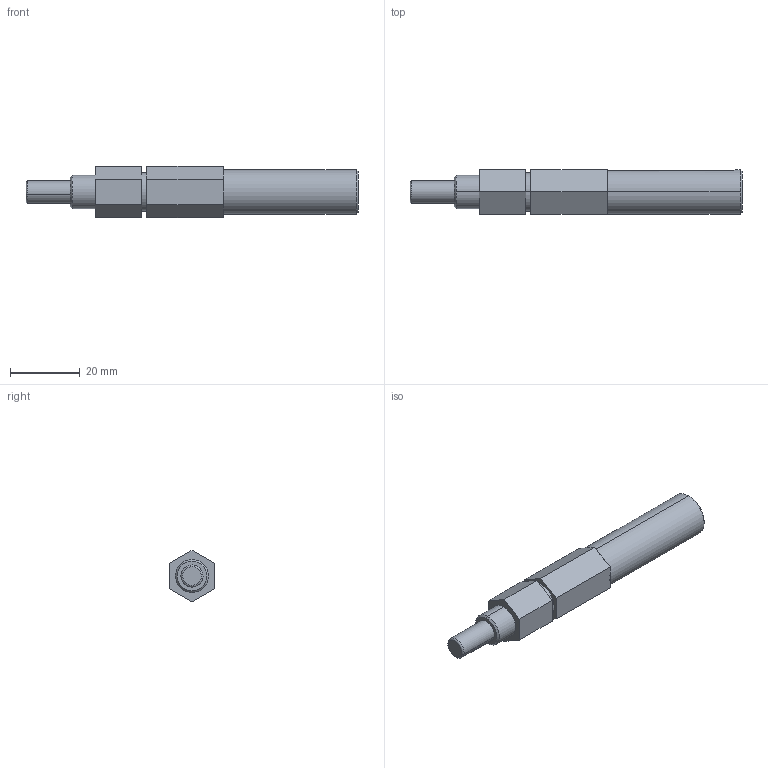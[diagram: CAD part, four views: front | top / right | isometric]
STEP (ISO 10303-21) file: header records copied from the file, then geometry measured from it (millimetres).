
FILE_DESCRIPTION (( 'STEP AP214' ), '1' );
FILE_NAME ('am-0506a Toughbox Keyed Output Shaft.STEP', '2018-08-14T15:29:11', ( '' ), ( '' ), 'SwSTEP 2.0', 'SolidWorks 2018', '' );
FILE_SCHEMA (( 'AUTOMOTIVE_DESIGN' ));
Length unit declared in the file: millimetre
Products named in the file (3): am-0506a Toughbox Keyed Output Shaft; ip-0506a Toughbox Nano Output Shaft; 250x1000 dowel
Assembly tree (2 placements, depth 2):
  am-0506a Toughbox Keyed Output Shaft
    ip-0506a Toughbox Nano Output Shaft
    250x1000 dowel
Bounding box: 95.12 x 12.7 x 14.66 mm (x, y, z)
Volume: 10258.2 mm3; surface area: 4919.8 mm2
Topology: 2 solids, 2 shells, 54 faces, 122 edges, 73 vertices
Faces by surface type: plane 28, cylinder 14, cone 8, torus 4
Entity records: 1626 total; most frequent: DIRECTION 280, CARTESIAN_POINT 275, ORIENTED_EDGE 236, EDGE_CURVE 118, AXIS2_PLACEMENT_3D 104, VERTEX_POINT 73, VECTOR 72, LINE 72
